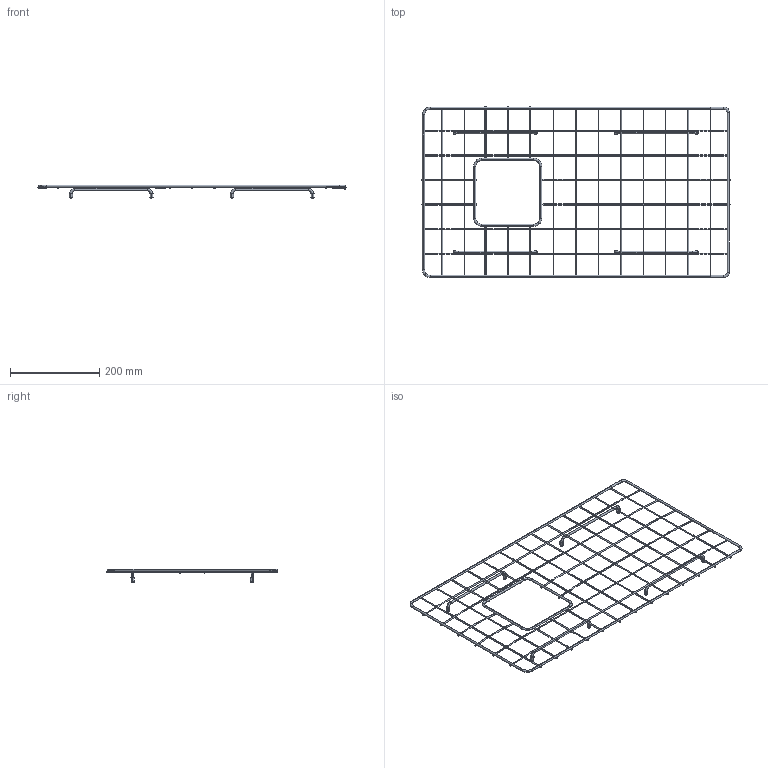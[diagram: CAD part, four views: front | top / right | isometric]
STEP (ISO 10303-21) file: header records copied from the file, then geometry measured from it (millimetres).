
FILE_DESCRIPTION((''),'2;1');
FILE_NAME('2300_2003_ASM','2021-10-12T',('timv'),(''),'CREO PARAMETRIC BY PTC INC, 2015080','CREO PARAMETRIC BY PTC INC, 2015080','');
FILE_SCHEMA(('CONFIG_CONTROL_DESIGN'));
Length unit declared in the file: millimetre
Products named in the file (11): CAN13C08971A4T1_8; CAN13C08971A4T1_30; CAN13C08971A4T1_6; CAN13C08971A4T1_15; CAN13C08971A4T1_18; CAN13C08971A4T1_28; CAN13C08971A4T1_29; CAN13C08971A4T1_ASM; GL-180; GLF-100; 2300_2003_ASM
Assembly tree (39 placements, depth 3):
  2300_2003_ASM
    CAN13C08971A4T1_ASM
      CAN13C08971A4T1_8
      CAN13C08971A4T1_30
      CAN13C08971A4T1_6  x2
      CAN13C08971A4T1_15  x6
      CAN13C08971A4T1_18  x10
      CAN13C08971A4T1_28  x4
      CAN13C08971A4T1_29  x2
    GL-180  x4
    GLF-100  x8
Bounding box: 688.59 x 382.3 x 31.2 mm (x, y, z)
Volume: 126112.7 mm3; surface area: 136248.3 mm2
Topology: 38 solids, 38 shells, 316 faces, 608 edges, 356 vertices
Faces by surface type: cylinder 108, torus 72, plane 72, cone 48, sphere 16
Entity records: 3446 total; most frequent: DIRECTION 752, CARTESIAN_POINT 535, ORIENTED_EDGE 444, AXIS2_PLACEMENT_3D 352, EDGE_CURVE 222, CIRCLE 174, VERTEX_POINT 135, EDGE_LOOP 103
